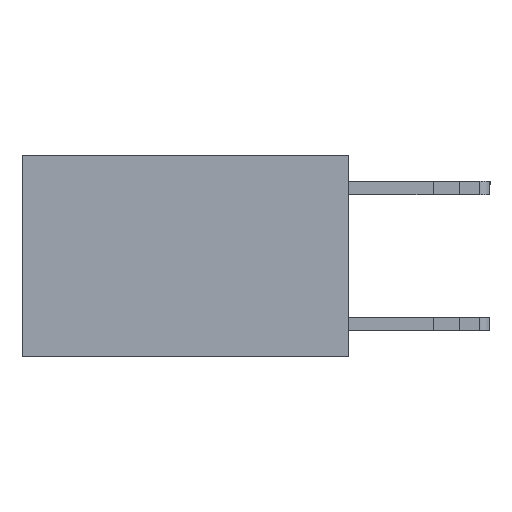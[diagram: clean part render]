
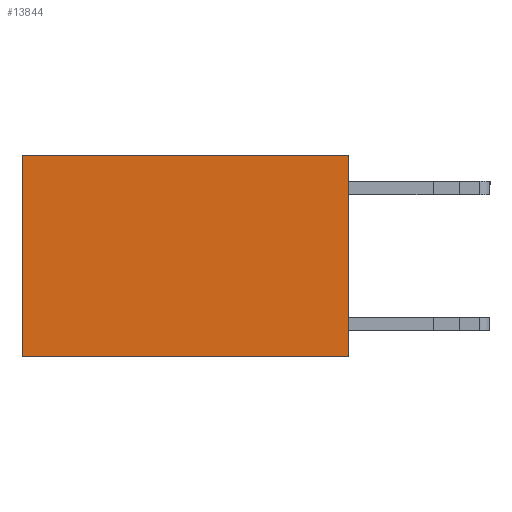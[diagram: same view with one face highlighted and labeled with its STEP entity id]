
A CAD part, left-side view. The second image highlights one B-rep face of the part: STEP entity #13844.
In plain terms, the highlighted planar face has unit normal (-1, 0, 0).
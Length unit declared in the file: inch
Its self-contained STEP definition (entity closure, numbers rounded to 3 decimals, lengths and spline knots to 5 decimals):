
#93 = CARTESIAN_POINT ( 'NONE',  ( 0.2625, 0.6, 0. ) ) ;
#293 = VERTEX_POINT ( 'NONE', #93 ) ;
#439 = FACE_OUTER_BOUND ( 'NONE', #11450, .T. ) ;
#1014 = ORIENTED_EDGE ( 'NONE', *, *, #8799, .T. ) ;
#1776 = CARTESIAN_POINT ( 'NONE',  ( 0.2625, 0., 0. ) ) ;
#2072 = CARTESIAN_POINT ( 'NONE',  ( 0.2625, 0.6, -0.37 ) ) ;
#2118 = VERTEX_POINT ( 'NONE', #2072 ) ;
#2422 = CARTESIAN_POINT ( 'NONE',  ( 0.2625, 0., 0. ) ) ;
#2703 = AXIS2_PLACEMENT_3D ( 'NONE', #1776, #5266, #3923 ) ;
#2733 = CARTESIAN_POINT ( 'NONE',  ( 0.2625, 0., -0.37 ) ) ;
#3548 = EDGE_CURVE ( 'NONE', #10198, #2118, #14351, .T. ) ;
#3908 = VERTEX_POINT ( 'NONE', #11325 ) ;
#3923 = DIRECTION ( 'NONE',  ( 0., 0., -1. ) ) ;
#4453 = VECTOR ( 'NONE', #5554, 39.37008 ) ;
#4566 = CARTESIAN_POINT ( 'NONE',  ( 0.2625, 0., -0.37 ) ) ;
#5133 = ORIENTED_EDGE ( 'NONE', *, *, #3548, .F. ) ;
#5266 = DIRECTION ( 'NONE',  ( 1., 0., 0. ) ) ;
#5408 = VECTOR ( 'NONE', #7247, 39.37008 ) ;
#5480 = CARTESIAN_POINT ( 'NONE',  ( 0.2625, 0., 0. ) ) ;
#5554 = DIRECTION ( 'NONE',  ( 0., 0., -1. ) ) ;
#7085 = LINE ( 'NONE', #2422, #5408 ) ;
#7247 = DIRECTION ( 'NONE',  ( 0., 1., 0. ) ) ;
#7806 = PLANE ( 'NONE',  #2703 ) ;
#8098 = LINE ( 'NONE', #5480, #4453 ) ;
#8799 = EDGE_CURVE ( 'NONE', #3908, #293, #7085, .T. ) ;
#10198 = VERTEX_POINT ( 'NONE', #2733 ) ;
#10747 = EDGE_CURVE ( 'NONE', #3908, #10198, #8098, .T. ) ;
#11316 = LINE ( 'NONE', #14968, #12881 ) ;
#11325 = CARTESIAN_POINT ( 'NONE',  ( 0.2625, 0., 0. ) ) ;
#11450 = EDGE_LOOP ( 'NONE', ( #15650, #5133, #13561, #1014 ) ) ;
#12881 = VECTOR ( 'NONE', #15133, 39.37008 ) ;
#13239 = DIRECTION ( 'NONE',  ( 0., 1., 0. ) ) ;
#13561 = ORIENTED_EDGE ( 'NONE', *, *, #10747, .F. ) ;
#13844 = ADVANCED_FACE ( 'NONE', ( #439 ), #7806, .F. ) ;
#14351 = LINE ( 'NONE', #4566, #14516 ) ;
#14516 = VECTOR ( 'NONE', #13239, 39.37008 ) ;
#14968 = CARTESIAN_POINT ( 'NONE',  ( 0.2625, 0.6, 0. ) ) ;
#15033 = EDGE_CURVE ( 'NONE', #293, #2118, #11316, .T. ) ;
#15133 = DIRECTION ( 'NONE',  ( 0., 0., -1. ) ) ;
#15650 = ORIENTED_EDGE ( 'NONE', *, *, #15033, .T. ) ;
